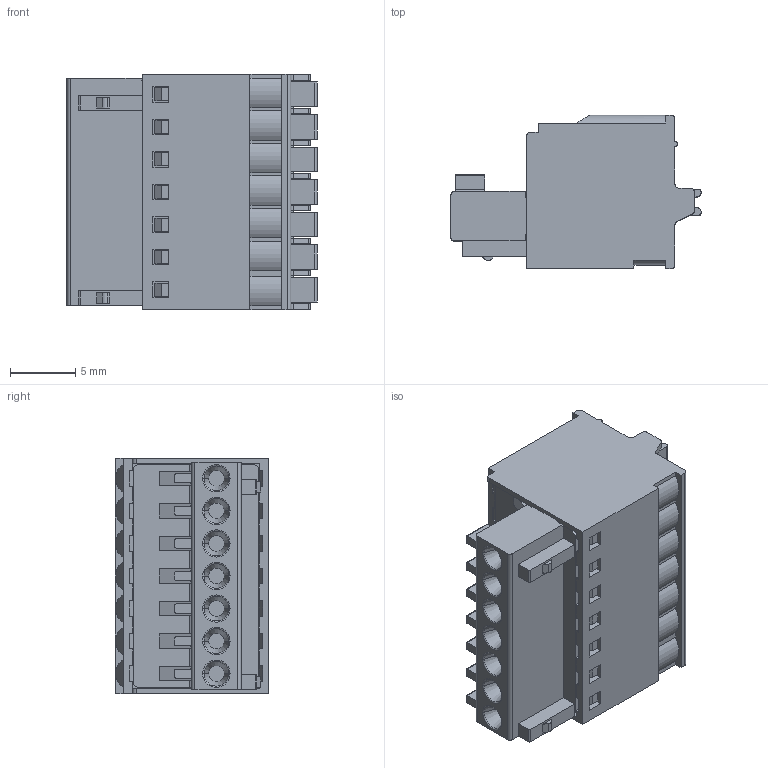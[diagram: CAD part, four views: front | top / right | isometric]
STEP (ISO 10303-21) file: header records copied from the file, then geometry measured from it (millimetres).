
FILE_DESCRIPTION((''),'2;1');
FILE_NAME('TLPS-006-03P','2024-09-14T',('sheji'),(''),'PRO/ENGINEER BY PARAMETRIC TECHNOLOGY CORPORATION, 2015240','PRO/ENGINEER BY PARAMETRIC TECHNOLOGY CORPORATION, 2015240','');
FILE_SCHEMA(('CONFIG_CONTROL_DESIGN'));
Length unit declared in the file: millimetre
Products named in the file (1): TLPS-006-03P
Bounding box: 19.2 x 11.75 x 18.1 mm (x, y, z)
Volume: 2541.8 mm3; surface area: 2190.9 mm2
Topology: 1 solids, 7 shells, 819 faces, 2224 edges, 1468 vertices
Faces by surface type: plane 586, cylinder 177, cone 35, torus 14, sphere 7
Entity records: 26099 total; most frequent: CARTESIAN_POINT 5029, ORIENTED_EDGE 4448, DIRECTION 4269, EDGE_CURVE 2224, VECTOR 1733, LINE 1733, VERTEX_POINT 1468, AXIS2_PLACEMENT_3D 1268
